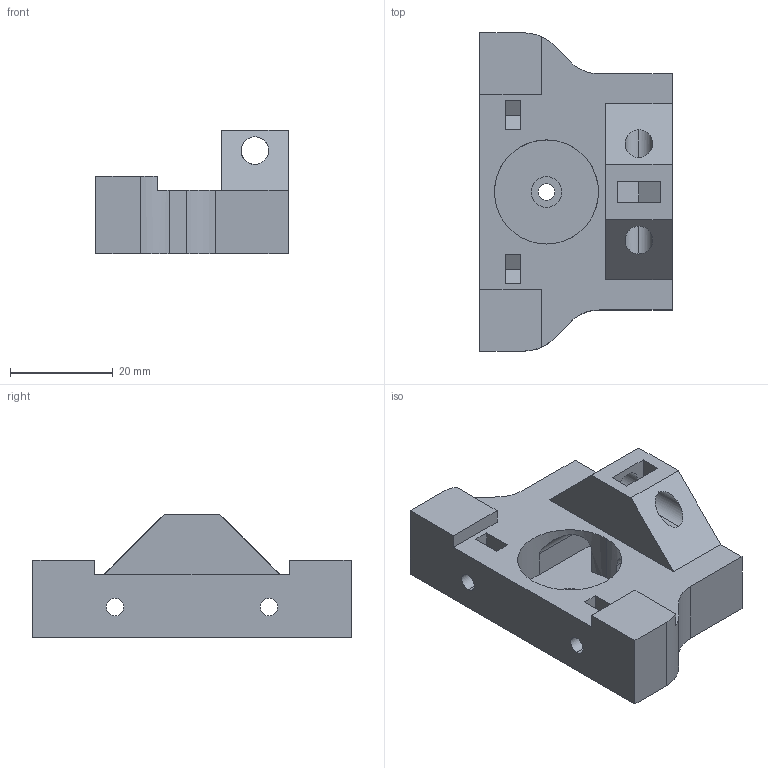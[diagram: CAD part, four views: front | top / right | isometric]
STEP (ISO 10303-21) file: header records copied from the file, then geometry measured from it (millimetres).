
FILE_DESCRIPTION (( 'STEP AP214' ), '1' );
FILE_NAME ('x-idler-bracket.STEP', '2011-07-04T21:47:43', ( 'Owner' ), ( '22ndstreetcomputers.com' ), 'SwSTEP 2.0', 'SolidWorks 2010', '' );
FILE_SCHEMA (( 'AUTOMOTIVE_DESIGN' ));
Length unit declared in the file: millimetre
Products named in the file (1): x-idler-bracket
Bounding box: 37.5 x 62 x 24.15 mm (x, y, z)
Volume: 21191.4 mm3; surface area: 10310.2 mm2
Topology: 1 solids, 1 shells, 82 faces, 221 edges, 142 vertices
Faces by surface type: plane 58, cylinder 24
Entity records: 2695 total; most frequent: CARTESIAN_POINT 528, DIRECTION 443, ORIENTED_EDGE 442, EDGE_CURVE 221, VECTOR 153, LINE 153, AXIS2_PLACEMENT_3D 145, VERTEX_POINT 142
